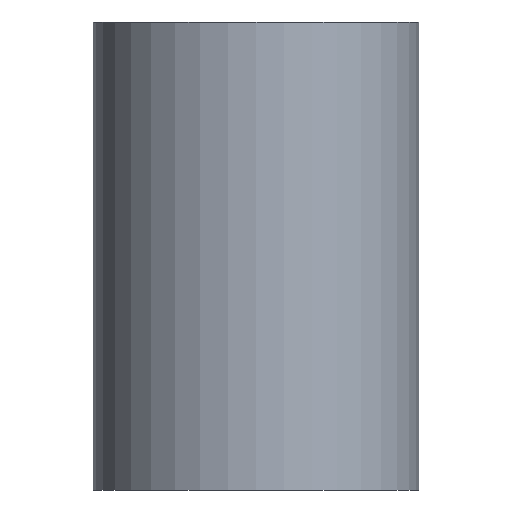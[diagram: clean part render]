
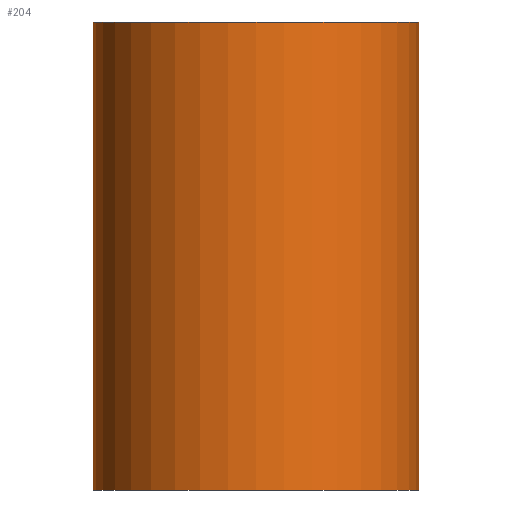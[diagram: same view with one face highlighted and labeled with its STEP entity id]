
A CAD part, front view. The second image highlights one B-rep face of the part: STEP entity #204.
In plain terms, the highlighted cylindrical face has radius 4 mm (diameter 8 mm), a full revolution.
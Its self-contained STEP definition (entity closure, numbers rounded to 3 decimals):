
#16=CYLINDRICAL_SURFACE('',#237,4.);
#22=CIRCLE('',#238,4.);
#23=CIRCLE('',#239,4.);
#24=CIRCLE('',#240,4.);
#25=CIRCLE('',#241,4.);
#34=FACE_OUTER_BOUND('',#46,.T.);
#46=EDGE_LOOP('',(#170,#171,#172,#173,#174,#175));
#70=LINE('',#350,#90);
#90=VECTOR('',#291,4.);
#105=VERTEX_POINT('',#345);
#106=VERTEX_POINT('',#346);
#107=VERTEX_POINT('',#349);
#108=VERTEX_POINT('',#351);
#130=EDGE_CURVE('',#105,#106,#22,.T.);
#131=EDGE_CURVE('',#106,#105,#23,.T.);
#132=EDGE_CURVE('',#106,#107,#70,.T.);
#133=EDGE_CURVE('',#107,#108,#24,.T.);
#134=EDGE_CURVE('',#108,#107,#25,.T.);
#170=ORIENTED_EDGE('',*,*,#130,.F.);
#171=ORIENTED_EDGE('',*,*,#131,.F.);
#172=ORIENTED_EDGE('',*,*,#132,.T.);
#173=ORIENTED_EDGE('',*,*,#133,.T.);
#174=ORIENTED_EDGE('',*,*,#134,.T.);
#175=ORIENTED_EDGE('',*,*,#132,.F.);
#204=ADVANCED_FACE('',(#34),#16,.T.);
#237=AXIS2_PLACEMENT_3D('',#344,#285,#286);
#238=AXIS2_PLACEMENT_3D('',#347,#287,#288);
#239=AXIS2_PLACEMENT_3D('',#348,#289,#290);
#240=AXIS2_PLACEMENT_3D('',#352,#292,#293);
#241=AXIS2_PLACEMENT_3D('',#353,#294,#295);
#285=DIRECTION('center_axis',(0.,0.,1.));
#286=DIRECTION('ref_axis',(1.,0.,0.));
#287=DIRECTION('center_axis',(0.,0.,1.));
#288=DIRECTION('ref_axis',(1.,0.,0.));
#289=DIRECTION('center_axis',(0.,0.,1.));
#290=DIRECTION('ref_axis',(1.,0.,0.));
#291=DIRECTION('',(0.,0.,-1.));
#292=DIRECTION('center_axis',(0.,0.,1.));
#293=DIRECTION('ref_axis',(1.,0.,0.));
#294=DIRECTION('center_axis',(0.,0.,1.));
#295=DIRECTION('ref_axis',(1.,0.,0.));
#344=CARTESIAN_POINT('Origin',(0.,0.,0.));
#345=CARTESIAN_POINT('',(4.,0.,11.5));
#346=CARTESIAN_POINT('',(-4.,0.,11.5));
#347=CARTESIAN_POINT('Origin',(0.,0.,11.5));
#348=CARTESIAN_POINT('Origin',(0.,0.,11.5));
#349=CARTESIAN_POINT('',(-4.,0.,0.));
#350=CARTESIAN_POINT('',(-4.,0.,0.));
#351=CARTESIAN_POINT('',(4.,0.,0.));
#352=CARTESIAN_POINT('Origin',(0.,0.,0.));
#353=CARTESIAN_POINT('Origin',(0.,0.,0.));
